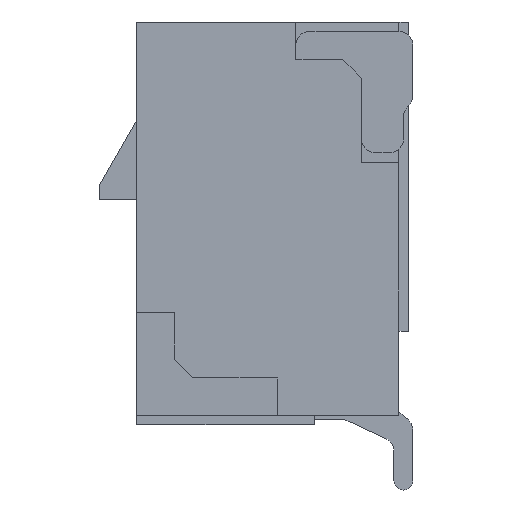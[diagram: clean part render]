
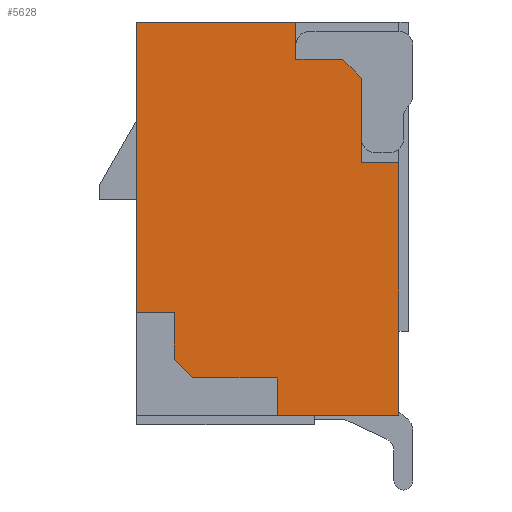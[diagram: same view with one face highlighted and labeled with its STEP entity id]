
A CAD part, left-side view. The second image highlights one B-rep face of the part: STEP entity #5628.
In plain terms, the highlighted planar face has unit normal (-1, 0, 0).
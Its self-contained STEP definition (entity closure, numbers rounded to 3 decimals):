
#38=DIRECTION('',(0.,0.,-1.));
#39=VECTOR('',#38,3.1);
#40=CARTESIAN_POINT('',(-6.,1.4,0.));
#41=LINE('',#40,#39);
#86=DIRECTION('',(0.,-1.,0.));
#87=VECTOR('',#86,1.3);
#88=CARTESIAN_POINT('',(-6.,-0.1,-4.2));
#89=LINE('',#88,#87);
#430=DIRECTION('',(0.,0.,-1.));
#431=VECTOR('',#430,2.7);
#432=CARTESIAN_POINT('',(-6.,-1.4,-1.5));
#433=LINE('',#432,#431);
#1230=DIRECTION('',(0.,0.707,0.707));
#1231=VECTOR('',#1230,0.283);
#1232=CARTESIAN_POINT('',(-6.,-1.,-0.6));
#1233=LINE('',#1232,#1231);
#1234=DIRECTION('',(0.,0.,1.));
#1235=VECTOR('',#1234,0.9);
#1236=CARTESIAN_POINT('',(-6.,-1.,-1.5));
#1237=LINE('',#1236,#1235);
#1238=DIRECTION('',(0.,1.,0.));
#1239=VECTOR('',#1238,0.4);
#1240=CARTESIAN_POINT('',(-6.,-1.4,-1.5));
#1241=LINE('',#1240,#1239);
#1242=DIRECTION('',(0.,0.,1.));
#1243=VECTOR('',#1242,0.4);
#1244=CARTESIAN_POINT('',(-6.,-0.1,-4.2));
#1245=LINE('',#1244,#1243);
#1246=DIRECTION('',(0.,-1.,0.));
#1247=VECTOR('',#1246,0.9);
#1248=CARTESIAN_POINT('',(-6.,0.8,-3.8));
#1249=LINE('',#1248,#1247);
#1250=DIRECTION('',(0.,-0.707,-0.707));
#1251=VECTOR('',#1250,0.283);
#1252=CARTESIAN_POINT('',(-6.,1.,-3.6));
#1253=LINE('',#1252,#1251);
#1254=DIRECTION('',(0.,0.,-1.));
#1255=VECTOR('',#1254,0.5);
#1256=CARTESIAN_POINT('',(-6.,1.,-3.1));
#1257=LINE('',#1256,#1255);
#1258=DIRECTION('',(0.,-1.,0.));
#1259=VECTOR('',#1258,0.4);
#1260=CARTESIAN_POINT('',(-6.,1.4,-3.1));
#1261=LINE('',#1260,#1259);
#1262=DIRECTION('',(0.,-1.,0.));
#1263=VECTOR('',#1262,1.7);
#1264=CARTESIAN_POINT('',(-6.,1.4,0.));
#1265=LINE('',#1264,#1263);
#1266=DIRECTION('',(0.,0.,-1.));
#1267=VECTOR('',#1266,0.4);
#1268=CARTESIAN_POINT('',(-6.,-0.3,0.));
#1269=LINE('',#1268,#1267);
#1270=DIRECTION('',(0.,1.,0.));
#1271=VECTOR('',#1270,0.5);
#1272=CARTESIAN_POINT('',(-6.,-0.8,-0.4));
#1273=LINE('',#1272,#1271);
#3279=CARTESIAN_POINT('',(-6.,1.4,0.));
#3281=VERTEX_POINT('',#3279);
#3420=CARTESIAN_POINT('',(-6.,-1.,-1.5));
#3421=VERTEX_POINT('',#3420);
#3422=CARTESIAN_POINT('',(-6.,-0.1,-3.8));
#3423=VERTEX_POINT('',#3422);
#3476=CARTESIAN_POINT('',(-6.,1.4,-3.1));
#3477=VERTEX_POINT('',#3476);
#3480=CARTESIAN_POINT('',(-6.,-1.4,-1.5));
#3481=VERTEX_POINT('',#3480);
#3482=CARTESIAN_POINT('',(-6.,-0.3,0.));
#3483=CARTESIAN_POINT('',(-6.,-0.3,-0.4));
#3484=VERTEX_POINT('',#3482);
#3485=VERTEX_POINT('',#3483);
#3486=CARTESIAN_POINT('',(-6.,-0.1,-4.2));
#3487=VERTEX_POINT('',#3486);
#3488=CARTESIAN_POINT('',(-6.,1.,-3.1));
#3489=VERTEX_POINT('',#3488);
#3490=CARTESIAN_POINT('',(-6.,-1.4,-4.2));
#3491=VERTEX_POINT('',#3490);
#3570=CARTESIAN_POINT('',(-6.,-1.,-0.6));
#3572=VERTEX_POINT('',#3570);
#3574=CARTESIAN_POINT('',(-6.,-0.8,-0.4));
#3575=VERTEX_POINT('',#3574);
#3608=CARTESIAN_POINT('',(-6.,1.,-3.6));
#3609=CARTESIAN_POINT('',(-6.,0.8,-3.8));
#3610=VERTEX_POINT('',#3608);
#3611=VERTEX_POINT('',#3609);
#5598=CARTESIAN_POINT('',(-6.,1.4,0.));
#5599=DIRECTION('',(-1.,0.,0.));
#5600=DIRECTION('',(0.,0.,-1.));
#5601=AXIS2_PLACEMENT_3D('',#5598,#5599,#5600);
#5602=PLANE('',#5601);
#5604=ORIENTED_EDGE('',*,*,#5603,.F.);
#5606=ORIENTED_EDGE('',*,*,#5605,.F.);
#5607=ORIENTED_EDGE('',*,*,#5591,.F.);
#5608=ORIENTED_EDGE('',*,*,#4681,.T.);
#5609=ORIENTED_EDGE('',*,*,#4384,.F.);
#5611=ORIENTED_EDGE('',*,*,#5610,.T.);
#5613=ORIENTED_EDGE('',*,*,#5612,.F.);
#5615=ORIENTED_EDGE('',*,*,#5614,.F.);
#5617=ORIENTED_EDGE('',*,*,#5616,.F.);
#5619=ORIENTED_EDGE('',*,*,#5618,.F.);
#5620=ORIENTED_EDGE('',*,*,#4349,.F.);
#5621=ORIENTED_EDGE('',*,*,#5460,.T.);
#5623=ORIENTED_EDGE('',*,*,#5622,.T.);
#5625=ORIENTED_EDGE('',*,*,#5624,.F.);
#5626=EDGE_LOOP('',(#5604,#5606,#5607,#5608,#5609,#5611,#5613,#5615,#5617,#5619,
#5620,#5621,#5623,#5625));
#5627=FACE_OUTER_BOUND('',#5626,.F.);
#4349=EDGE_CURVE('',#3281,#3477,#41,.T.);
#4384=EDGE_CURVE('',#3487,#3491,#89,.T.);
#4681=EDGE_CURVE('',#3481,#3491,#433,.T.);
#5460=EDGE_CURVE('',#3281,#3484,#1265,.T.);
#5591=EDGE_CURVE('',#3481,#3421,#1241,.T.);
#5603=EDGE_CURVE('',#3572,#3575,#1233,.T.);
#5605=EDGE_CURVE('',#3421,#3572,#1237,.T.);
#5610=EDGE_CURVE('',#3487,#3423,#1245,.T.);
#5612=EDGE_CURVE('',#3611,#3423,#1249,.T.);
#5614=EDGE_CURVE('',#3610,#3611,#1253,.T.);
#5616=EDGE_CURVE('',#3489,#3610,#1257,.T.);
#5618=EDGE_CURVE('',#3477,#3489,#1261,.T.);
#5622=EDGE_CURVE('',#3484,#3485,#1269,.T.);
#5624=EDGE_CURVE('',#3575,#3485,#1273,.T.);
#5628=ADVANCED_FACE('',(#5627),#5602,.T.);
